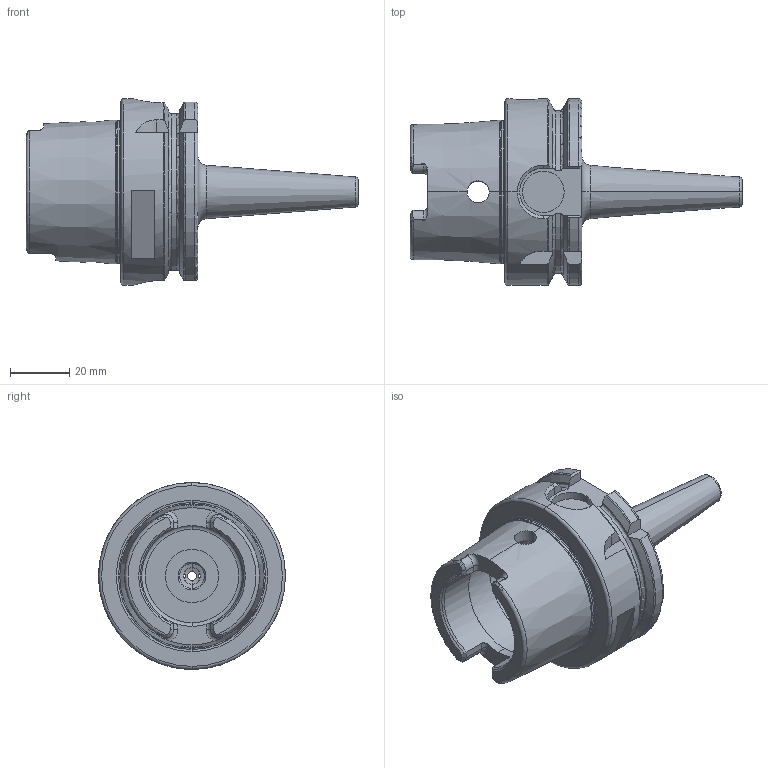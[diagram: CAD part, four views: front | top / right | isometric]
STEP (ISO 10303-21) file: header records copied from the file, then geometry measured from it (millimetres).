
FILE_DESCRIPTION (( 'STEP AP203' ), '1' );
FILE_NAME ('HA63A260-03080HP1.STEP', '2020-12-29T03:22:17', ( 'user' ), ( '' ), 'SwSTEP 2.0', 'SolidWorks 2013', '' );
FILE_SCHEMA (( 'CONFIG_CONTROL_DESIGN' ));
Length unit declared in the file: millimetre
Products named in the file (1): HA63A260-03080HP1
Bounding box: 112 x 63 x 63 mm (x, y, z)
Volume: 88307.2 mm3; surface area: 25429.8 mm2
Topology: 1 solids, 1 shells, 207 faces, 537 edges, 330 vertices
Faces by surface type: plane 64, cylinder 52, cone 40, torus 39, bspline 12
Entity records: 7808 total; most frequent: CARTESIAN_POINT 2890, ORIENTED_EDGE 1066, DIRECTION 957, EDGE_CURVE 533, AXIS2_PLACEMENT_3D 387, VERTEX_POINT 330, EDGE_LOOP 219, FACE_OUTER_BOUND 207
